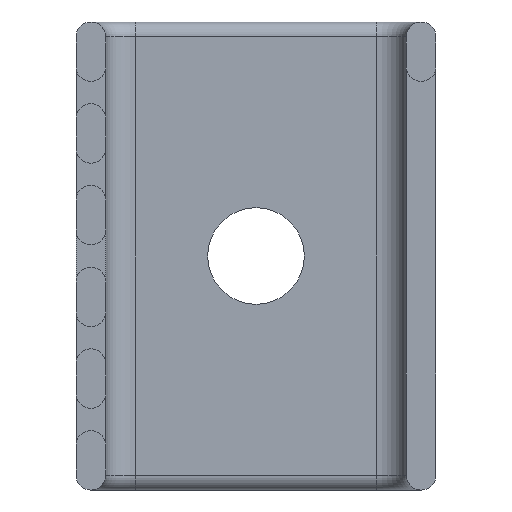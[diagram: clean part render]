
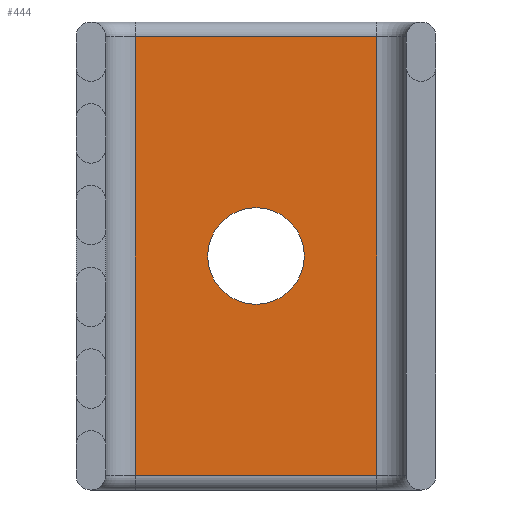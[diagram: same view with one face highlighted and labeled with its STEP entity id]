
A CAD part, front view. The second image highlights one B-rep face of the part: STEP entity #444.
In plain terms, the highlighted planar face has unit normal (0, -1, 0).
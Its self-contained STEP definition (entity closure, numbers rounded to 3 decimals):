
#52 = VERTEX_POINT ( 'NONE', #696 ) ;
#96 = EDGE_CURVE ( 'NONE', #52, #489, #119, .T. ) ;
#119 = CIRCLE ( 'NONE', #139, 3.25 ) ;
#124 = CARTESIAN_POINT ( 'NONE',  ( 20.23, 23., 30.5 ) ) ;
#139 = AXIS2_PLACEMENT_3D ( 'NONE', #1558, #1732, #220 ) ;
#167 = ORIENTED_EDGE ( 'NONE', *, *, #1479, .T. ) ;
#178 = CARTESIAN_POINT ( 'NONE',  ( 20.23, 23., 1. ) ) ;
#220 = DIRECTION ( 'NONE',  ( 1., 0., 0. ) ) ;
#225 = ORIENTED_EDGE ( 'NONE', *, *, #499, .F. ) ;
#274 = CARTESIAN_POINT ( 'NONE',  ( 20.23, 23., 31.5 ) ) ;
#280 = FACE_BOUND ( 'NONE', #513, .T. ) ;
#306 = EDGE_CURVE ( 'NONE', #1480, #674, #724, .T. ) ;
#357 = EDGE_CURVE ( 'NONE', #1480, #1113, #2018, .T. ) ;
#407 = DIRECTION ( 'NONE',  ( -1., 0., 0. ) ) ;
#444 = ADVANCED_FACE ( 'NONE', ( #280, #1338 ), #1315, .T. ) ;
#479 = VECTOR ( 'NONE', #975, 1000. ) ;
#489 = VERTEX_POINT ( 'NONE', #1725 ) ;
#490 = EDGE_LOOP ( 'NONE', ( #679, #1252, #167, #2187 ) ) ;
#499 = EDGE_CURVE ( 'NONE', #489, #52, #2195, .T. ) ;
#504 = CARTESIAN_POINT ( 'NONE',  ( 20.23, 23., 1. ) ) ;
#513 = EDGE_LOOP ( 'NONE', ( #1081, #225 ) ) ;
#539 = CARTESIAN_POINT ( 'NONE',  ( 12.115, 23., 15.75 ) ) ;
#674 = VERTEX_POINT ( 'NONE', #1411 ) ;
#679 = ORIENTED_EDGE ( 'NONE', *, *, #357, .F. ) ;
#696 = CARTESIAN_POINT ( 'NONE',  ( 12.115, 23., 19. ) ) ;
#700 = DIRECTION ( 'NONE',  ( 1., 0., 0. ) ) ;
#724 = LINE ( 'NONE', #1076, #1124 ) ;
#795 = LINE ( 'NONE', #1135, #479 ) ;
#919 = AXIS2_PLACEMENT_3D ( 'NONE', #539, #1531, #1032 ) ;
#975 = DIRECTION ( 'NONE',  ( 0., 0., -1. ) ) ;
#993 = DIRECTION ( 'NONE',  ( 1., 0., 0. ) ) ;
#1032 = DIRECTION ( 'NONE',  ( 1., 0., 0. ) ) ;
#1076 = CARTESIAN_POINT ( 'NONE',  ( 20.23, 23., 30.5 ) ) ;
#1081 = ORIENTED_EDGE ( 'NONE', *, *, #96, .F. ) ;
#1113 = VERTEX_POINT ( 'NONE', #504 ) ;
#1124 = VECTOR ( 'NONE', #407, 1000. ) ;
#1130 = CARTESIAN_POINT ( 'NONE',  ( 4., 23., 1. ) ) ;
#1135 = CARTESIAN_POINT ( 'NONE',  ( 4., 23., 31.5 ) ) ;
#1155 = LINE ( 'NONE', #178, #1770 ) ;
#1212 = EDGE_CURVE ( 'NONE', #1640, #1113, #1155, .T. ) ;
#1252 = ORIENTED_EDGE ( 'NONE', *, *, #306, .T. ) ;
#1315 = PLANE ( 'NONE',  #1325 ) ;
#1325 = AXIS2_PLACEMENT_3D ( 'NONE', #274, #2019, #993 ) ;
#1338 = FACE_OUTER_BOUND ( 'NONE', #490, .T. ) ;
#1411 = CARTESIAN_POINT ( 'NONE',  ( 4., 23., 30.5 ) ) ;
#1450 = DIRECTION ( 'NONE',  ( 0., 0., -1. ) ) ;
#1474 = CARTESIAN_POINT ( 'NONE',  ( 20.23, 23., 31.5 ) ) ;
#1479 = EDGE_CURVE ( 'NONE', #674, #1640, #795, .T. ) ;
#1480 = VERTEX_POINT ( 'NONE', #124 ) ;
#1531 = DIRECTION ( 'NONE',  ( 0., -1., 0. ) ) ;
#1558 = CARTESIAN_POINT ( 'NONE',  ( 12.115, 23., 15.75 ) ) ;
#1594 = VECTOR ( 'NONE', #1450, 1000. ) ;
#1640 = VERTEX_POINT ( 'NONE', #1130 ) ;
#1725 = CARTESIAN_POINT ( 'NONE',  ( 12.115, 23., 12.5 ) ) ;
#1732 = DIRECTION ( 'NONE',  ( 0., -1., 0. ) ) ;
#1770 = VECTOR ( 'NONE', #700, 1000. ) ;
#2018 = LINE ( 'NONE', #1474, #1594 ) ;
#2019 = DIRECTION ( 'NONE',  ( 0., -1., 0. ) ) ;
#2187 = ORIENTED_EDGE ( 'NONE', *, *, #1212, .T. ) ;
#2195 = CIRCLE ( 'NONE', #919, 3.25 ) ;
